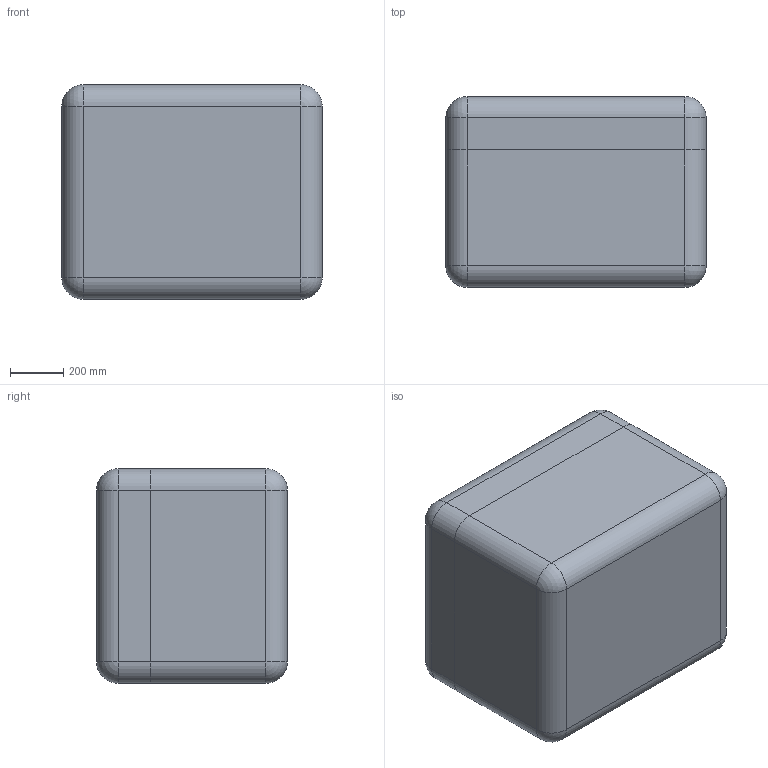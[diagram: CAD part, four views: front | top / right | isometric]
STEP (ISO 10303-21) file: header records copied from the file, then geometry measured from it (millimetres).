
FILE_DESCRIPTION (( 'STEP AP214' ), '1' );
FILE_NAME ('Òðàíñïîðòíûé êîíòåéíåð ÀÄÌÈÐÀË®ÏÐÎÔÅÑÑÈÎÍÀËÜÍÛÅ 180_óïðîùåííàÿ 3D-ìîäåëü.STEP', '2025-09-02T13:27:46', ( '' ), ( '' ), 'SwSTEP 2.0', 'SolidWorks 2021', '' );
FILE_SCHEMA (( 'AUTOMOTIVE_DESIGN' ));
Length unit declared in the file: millimetre
Products named in the file (3): Òðàíñïîðòíûé êîíòåéíåð ÀÄÌÈÐÀË®ÏÐÎÔÅÑÑÈÎÍÀËÜÍÛÅ 180_óïðîùåííàÿ 3D-ìîäåëü; Base_180(óïð); Top_180(óïð)
Assembly tree (2 placements, depth 2):
  Òðàíñïîðòíûé êîíòåéíåð ÀÄÌÈÐÀË®ÏÐÎÔÅÑÑÈÎÍÀËÜÍÛÅ 180_óïðîùåííàÿ 3D-ìîäåëü
    Base_180(óïð)
    Top_180(óïð)
Bounding box: 975.35 x 714.63 x 803.9 mm (x, y, z)
Volume: 237262028.3 mm3; surface area: 8389939.3 mm2
Topology: 2 solids, 2 shells, 2045 faces, 4904 edges, 2853 vertices
Faces by surface type: cylinder 792, bspline 453, plane 421, torus 296, sphere 51, cone 32
Entity records: 74864 total; most frequent: CARTESIAN_POINT 30295, ORIENTED_EDGE 9706, DIRECTION 9132, EDGE_CURVE 4853, AXIS2_PLACEMENT_3D 3664, VERTEX_POINT 2849, EDGE_LOOP 2090, CIRCLE 2067
